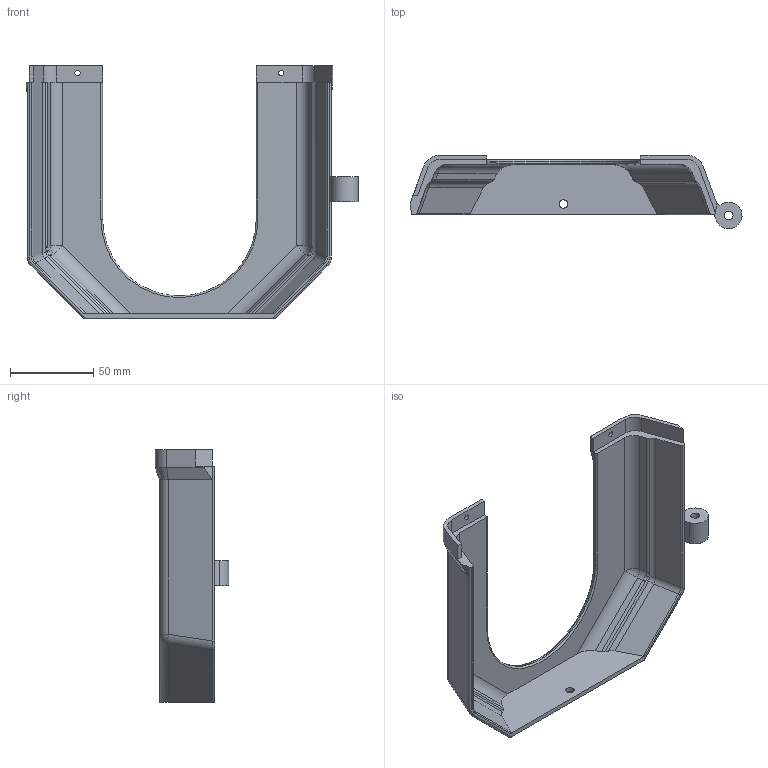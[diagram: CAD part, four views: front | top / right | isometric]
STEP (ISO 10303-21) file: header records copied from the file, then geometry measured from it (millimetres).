
FILE_DESCRIPTION(('FreeCAD Model'),'2;1');
FILE_NAME( 'UpperBack.step', '2018-03-19T19:32:08',('Author'),(''), 'Open CASCADE STEP processor 6.9','FreeCAD','Unknown');
FILE_SCHEMA(('AUTOMOTIVE_DESIGN_CC2 { 1 2 10303 214 -1 1 5 4 }'));
Length unit declared in the file: millimetre
Products named in the file (2): ASSEMBLY; UpperBack
Assembly tree (1 placements, depth 2):
  ASSEMBLY
    UpperBack
Bounding box: 198.86 x 44 x 151.5 mm (x, y, z)
Volume: 85170.8 mm3; surface area: 51357.7 mm2
Topology: 1 solids, 1 shells, 124 faces, 313 edges, 187 vertices
Faces by surface type: plane 52, cylinder 48, bspline 16, sphere 4, torus 2, cone 2
Full cylindrical faces by diameter (mm): 5 x1, 5.2 x1
Entity records: 11446 total; most frequent: CARTESIAN_POINT 5512, DIRECTION 1030, LINE 639, VECTOR 639, ORIENTED_EDGE 618, PCURVE 618, DEFINITIONAL_REPRESENTATION 618, EDGE_CURVE 309
